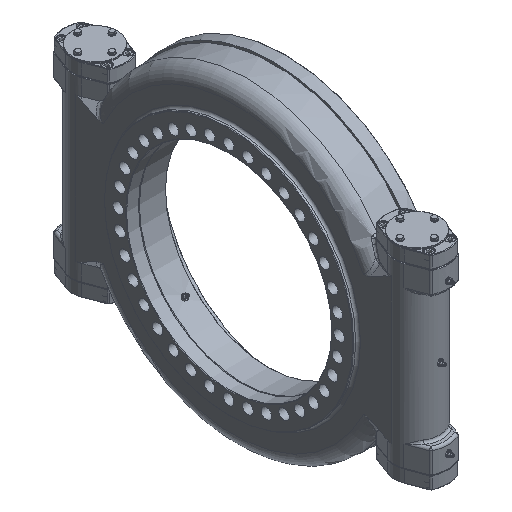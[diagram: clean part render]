
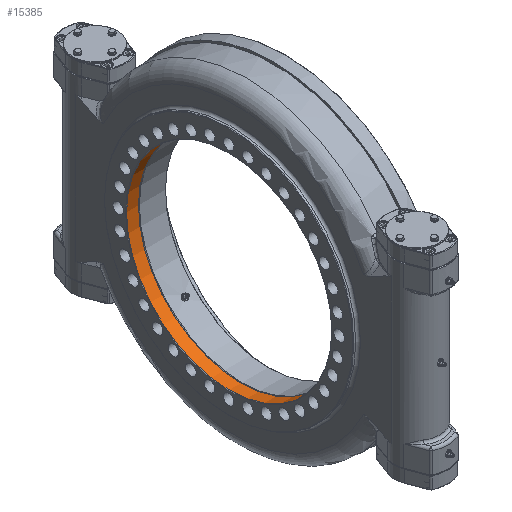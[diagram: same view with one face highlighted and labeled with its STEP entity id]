
A CAD part, isometric view. The second image highlights one B-rep face of the part: STEP entity #15385.
In plain terms, the highlighted cylindrical face has radius 216 mm (diameter 432 mm), a full revolution.
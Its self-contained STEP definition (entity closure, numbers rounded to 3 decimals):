
#1152 = AXIS2_PLACEMENT_3D ( 'NONE', #19591, #23659, #11694 ) ;
#7051 = AXIS2_PLACEMENT_3D ( 'NONE', #9890, #38025, #13934 ) ;
#9890 = CARTESIAN_POINT ( 'NONE',  ( -56.5, 0., 0. ) ) ;
#11308 = ORIENTED_EDGE ( 'NONE', *, *, #44261, .T. ) ;
#11694 = DIRECTION ( 'NONE',  ( 0., 0., 1. ) ) ;
#13367 = FACE_OUTER_BOUND ( 'NONE', #30869, .T. ) ;
#13934 = DIRECTION ( 'NONE',  ( 0., 0., 1. ) ) ;
#15322 = CARTESIAN_POINT ( 'NONE',  ( -31.5, 0., 0. ) ) ;
#15385 = ADVANCED_FACE ( 'NONE', ( #24055, #13367 ), #18973, .F. ) ;
#18973 = CYLINDRICAL_SURFACE ( 'NONE', #1152, 216. ) ;
#19320 = DIRECTION ( 'NONE',  ( 0., 0., 1. ) ) ;
#19591 = CARTESIAN_POINT ( 'NONE',  ( 0., 0., 0. ) ) ;
#19655 = EDGE_LOOP ( 'NONE', ( #31900 ) ) ;
#21149 = EDGE_CURVE ( 'NONE', #45273, #45273, #24399, .T. ) ;
#23659 = DIRECTION ( 'NONE',  ( -1., 0., 0. ) ) ;
#24055 = FACE_OUTER_BOUND ( 'NONE', #19655, .T. ) ;
#24399 = CIRCLE ( 'NONE', #31648, 216. ) ;
#30869 = EDGE_LOOP ( 'NONE', ( #11308 ) ) ;
#31648 = AXIS2_PLACEMENT_3D ( 'NONE', #15322, #43430, #19320 ) ;
#31900 = ORIENTED_EDGE ( 'NONE', *, *, #21149, .F. ) ;
#38025 = DIRECTION ( 'NONE',  ( -1., 0., 0. ) ) ;
#38400 = CARTESIAN_POINT ( 'NONE',  ( -31.5, 0., 216. ) ) ;
#41602 = CIRCLE ( 'NONE', #7051, 216. ) ;
#43430 = DIRECTION ( 'NONE',  ( -1., 0., 0. ) ) ;
#44261 = EDGE_CURVE ( 'NONE', #47894, #47894, #41602, .T. ) ;
#45273 = VERTEX_POINT ( 'NONE', #38400 ) ;
#47894 = VERTEX_POINT ( 'NONE', #51640 ) ;
#51640 = CARTESIAN_POINT ( 'NONE',  ( -56.5, 0., 216. ) ) ;
